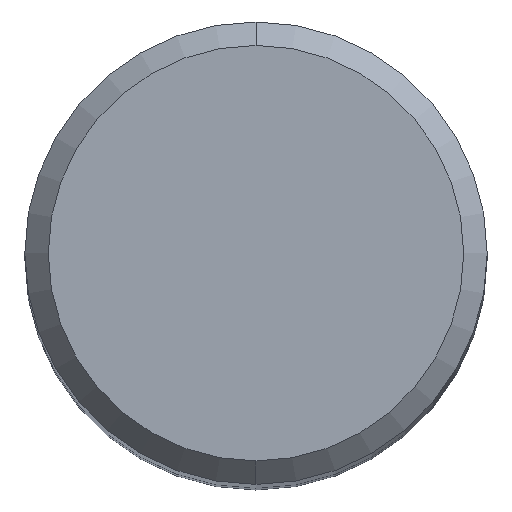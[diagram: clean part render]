
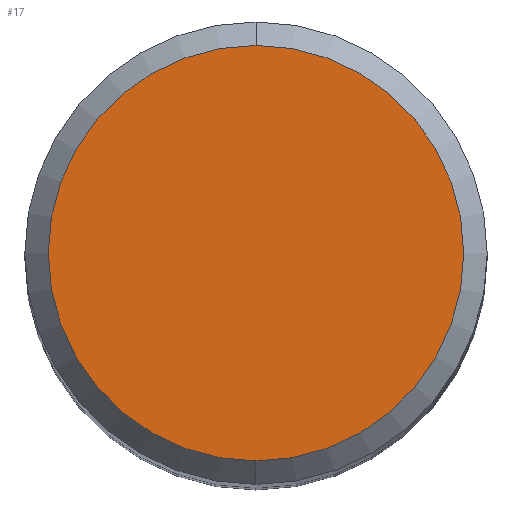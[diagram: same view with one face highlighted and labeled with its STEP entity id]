
A CAD part, top view. The second image highlights one B-rep face of the part: STEP entity #17.
In plain terms, the highlighted planar face has unit normal (0, 0, 1).
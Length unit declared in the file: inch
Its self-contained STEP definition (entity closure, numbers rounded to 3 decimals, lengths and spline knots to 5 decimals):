
#17 = ADVANCED_FACE ( 'NONE', ( #216 ), #177, .F. ) ;
#61 = EDGE_CURVE ( 'NONE', #196, #234, #296, .T. ) ;
#97 = EDGE_LOOP ( 'NONE', ( #391, #99 ) ) ;
#99 = ORIENTED_EDGE ( 'NONE', *, *, #190, .T. ) ;
#109 = AXIS2_PLACEMENT_3D ( 'NONE', #140, #245, #147 ) ;
#124 = DIRECTION ( 'NONE',  ( 0., 0., 1. ) ) ;
#140 = CARTESIAN_POINT ( 'NONE',  ( 0., 0., 0. ) ) ;
#147 = DIRECTION ( 'NONE',  ( 0., -1., 0. ) ) ;
#151 = CIRCLE ( 'NONE', #364, 0.17685 ) ;
#171 = AXIS2_PLACEMENT_3D ( 'NONE', #411, #187, #308 ) ;
#177 = PLANE ( 'NONE',  #171 ) ;
#187 = DIRECTION ( 'NONE',  ( 0., 0., -1. ) ) ;
#190 = EDGE_CURVE ( 'NONE', #234, #196, #151, .T. ) ;
#196 = VERTEX_POINT ( 'NONE', #253 ) ;
#216 = FACE_OUTER_BOUND ( 'NONE', #97, .T. ) ;
#234 = VERTEX_POINT ( 'NONE', #386 ) ;
#245 = DIRECTION ( 'NONE',  ( 0., 0., 1. ) ) ;
#253 = CARTESIAN_POINT ( 'NONE',  ( 0., 0.17685, 0. ) ) ;
#296 = CIRCLE ( 'NONE', #109, 0.17685 ) ;
#308 = DIRECTION ( 'NONE',  ( 0., 1., 0. ) ) ;
#325 = CARTESIAN_POINT ( 'NONE',  ( 0., 0., 0. ) ) ;
#353 = DIRECTION ( 'NONE',  ( 0., -1., 0. ) ) ;
#364 = AXIS2_PLACEMENT_3D ( 'NONE', #325, #124, #353 ) ;
#386 = CARTESIAN_POINT ( 'NONE',  ( 0., -0.17685, 0. ) ) ;
#391 = ORIENTED_EDGE ( 'NONE', *, *, #61, .T. ) ;
#411 = CARTESIAN_POINT ( 'NONE',  ( 0., 0.17685, 0. ) ) ;
